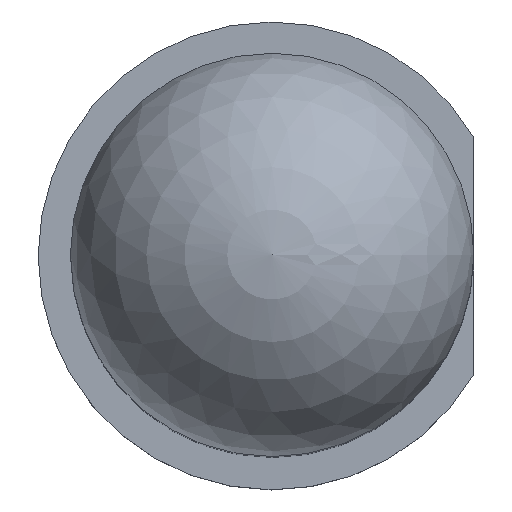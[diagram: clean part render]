
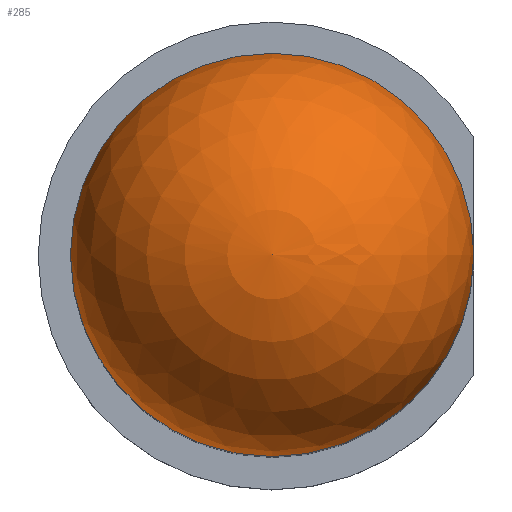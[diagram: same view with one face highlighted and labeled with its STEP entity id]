
A CAD part, top view. The second image highlights one B-rep face of the part: STEP entity #285.
In plain terms, the highlighted spherical face has radius 2.5 mm.
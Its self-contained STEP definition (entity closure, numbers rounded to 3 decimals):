
#18=CIRCLE('',#316,2.5);
#19=CIRCLE('',#317,2.5);
#20=CIRCLE('',#318,2.5);
#25=SPHERICAL_SURFACE('',#315,2.5);
#42=FACE_OUTER_BOUND('',#58,.T.);
#58=EDGE_LOOP('',(#228,#229,#230,#231));
#142=VERTEX_POINT('',#458);
#143=VERTEX_POINT('',#459);
#144=VERTEX_POINT('',#461);
#175=EDGE_CURVE('',#142,#143,#18,.T.);
#176=EDGE_CURVE('',#144,#143,#19,.T.);
#177=EDGE_CURVE('',#143,#142,#20,.T.);
#228=ORIENTED_EDGE('',*,*,#175,.T.);
#229=ORIENTED_EDGE('',*,*,#176,.F.);
#230=ORIENTED_EDGE('',*,*,#176,.T.);
#231=ORIENTED_EDGE('',*,*,#177,.T.);
#285=ADVANCED_FACE('',(#42),#25,.T.);
#315=AXIS2_PLACEMENT_3D('',#457,#374,#375);
#316=AXIS2_PLACEMENT_3D('',#460,#376,#377);
#317=AXIS2_PLACEMENT_3D('',#462,#378,#379);
#318=AXIS2_PLACEMENT_3D('',#463,#380,#381);
#374=DIRECTION('center_axis',(0.,0.,
1.));
#375=DIRECTION('ref_axis',(-1.,0.,0.));
#376=DIRECTION('center_axis',(0.,0.,1.));
#377=DIRECTION('ref_axis',(1.,0.,0.));
#378=DIRECTION('center_axis',(0.,1.,0.));
#379=DIRECTION('ref_axis',(1.,0.,0.));
#380=DIRECTION('center_axis',(0.,0.,1.));
#381=DIRECTION('ref_axis',(1.,0.,0.));
#457=CARTESIAN_POINT('Origin',(0.,0.,8.));
#458=CARTESIAN_POINT('',(-2.5,0.,8.));
#459=CARTESIAN_POINT('',(2.5,0.,8.));
#460=CARTESIAN_POINT('Origin',(0.,0.,8.));
#461=CARTESIAN_POINT('',(0.,0.,10.5));
#462=CARTESIAN_POINT('Origin',(0.,0.,8.));
#463=CARTESIAN_POINT('Origin',(0.,0.,8.));
